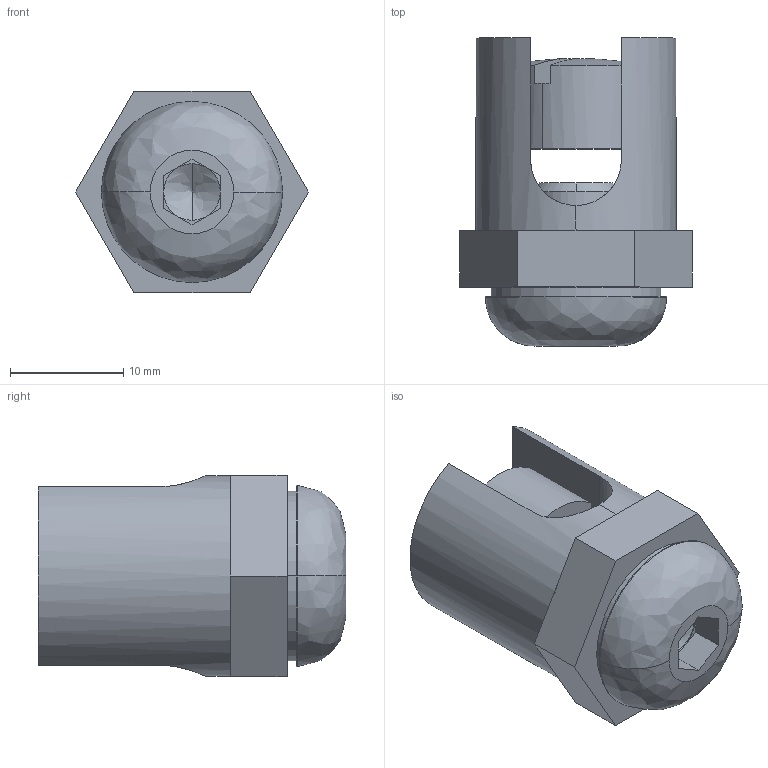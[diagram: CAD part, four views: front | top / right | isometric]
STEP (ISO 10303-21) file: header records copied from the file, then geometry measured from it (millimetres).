
FILE_DESCRIPTION (( 'STEP AP214' ), '1' );
FILE_NAME ('6404001.stp', '2016-08-01T06:50:52', ( '' ), ( '' ), 'SwSTEP 2.0', 'SolidWorks 2014', '' );
FILE_SCHEMA (( 'AUTOMOTIVE_DESIGN' ));
Length unit declared in the file: millimetre
Products named in the file (5): 6404001; 0054733_Kabelaufnahme mit M8; 0054734_Standard; 009241_DIN 6798-A8.4; 014642
Assembly tree (4 placements, depth 2):
  6404001
    0054733_Kabelaufnahme mit M8
    0054734_Standard
    009241_DIN 6798-A8.4
    014642
Bounding box: 20.55 x 27.2 x 17.8 mm (x, y, z)
Volume: 5216.5 mm3; surface area: 3794.6 mm2
Topology: 4 solids, 4 shells, 64 faces, 152 edges, 97 vertices
Faces by surface type: plane 36, cylinder 20, bspline 6, torus 2
Entity records: 2240 total; most frequent: CARTESIAN_POINT 538, DIRECTION 324, ORIENTED_EDGE 300, EDGE_CURVE 150, AXIS2_PLACEMENT_3D 119, VERTEX_POINT 97, VECTOR 86, LINE 86
